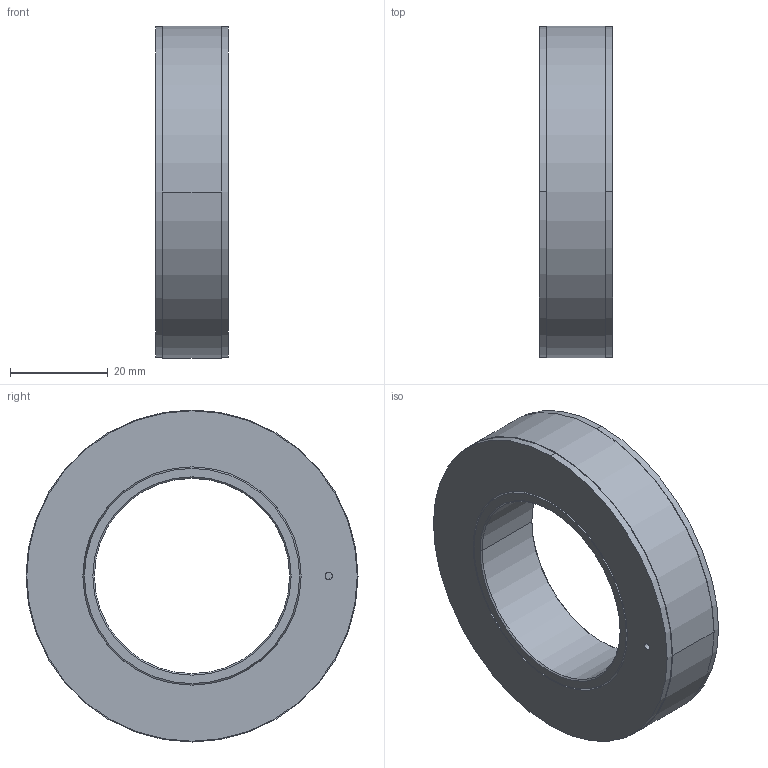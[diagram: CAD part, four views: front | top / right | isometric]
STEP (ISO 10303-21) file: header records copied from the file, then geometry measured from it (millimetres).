
FILE_DESCRIPTION((''),'2;1');
FILE_NAME('FREILAUF_ASK40_ASM','2025-05-06T11:13:43',('Administrator'),(''),'CREO PARAMETRIC BY PTC INC, 2020414','CREO PARAMETRIC BY PTC INC, 2020414','');
FILE_SCHEMA(('AUTOMOTIVE_DESIGN { 1 0 10303 214 1 1 1 1 }'));
Length unit declared in the file: millimetre
Products named in the file (10): STERN_ASK40_NICO_1; DRUCKBOLZEN_AS8_1; DRUCKFEDER_AS8_5_1; ANFED_KPL_AS8_6_AS8_5_ASM_1_ASM; ROLLE_5X5_1; A-RING_ASK_40_1; ROLLE_3_5X3_5_1; LAGERSCHEIBE_ASK40_1; FREILAUF_ASK40_NICO_ASM_1_ASM; FREILAUF_ASK40_ASM
Assembly tree (101 placements, depth 4):
  FREILAUF_ASK40_ASM
    FREILAUF_ASK40_NICO_ASM_1_ASM
      STERN_ASK40_NICO_1
      ANFED_KPL_AS8_6_AS8_5_ASM_1_ASM  x4
        DRUCKBOLZEN_AS8_1
        DRUCKFEDER_AS8_5_1
      ROLLE_5X5_1  x4
      A-RING_ASK_40_1
      ROLLE_3_5X3_5_1  x86
      LAGERSCHEIBE_ASK40_1  x2
Bounding box: 15 x 68 x 68 mm (x, y, z)
Volume: 30854.8 mm3; surface area: 29682.1 mm2
Topology: 102 solids, 102 shells, 576 faces, 1046 edges, 680 vertices
Faces by surface type: cylinder 246, plane 226, cone 64, bspline 24, torus 16
Entity records: 7304 total; most frequent: CARTESIAN_POINT 2384, DIRECTION 1098, ORIENTED_EDGE 612, AXIS2_PLACEMENT_3D 496, EDGE_CURVE 306, VERTEX_POINT 200, PROPERTY_DEFINITION 159, CIRCLE 154
